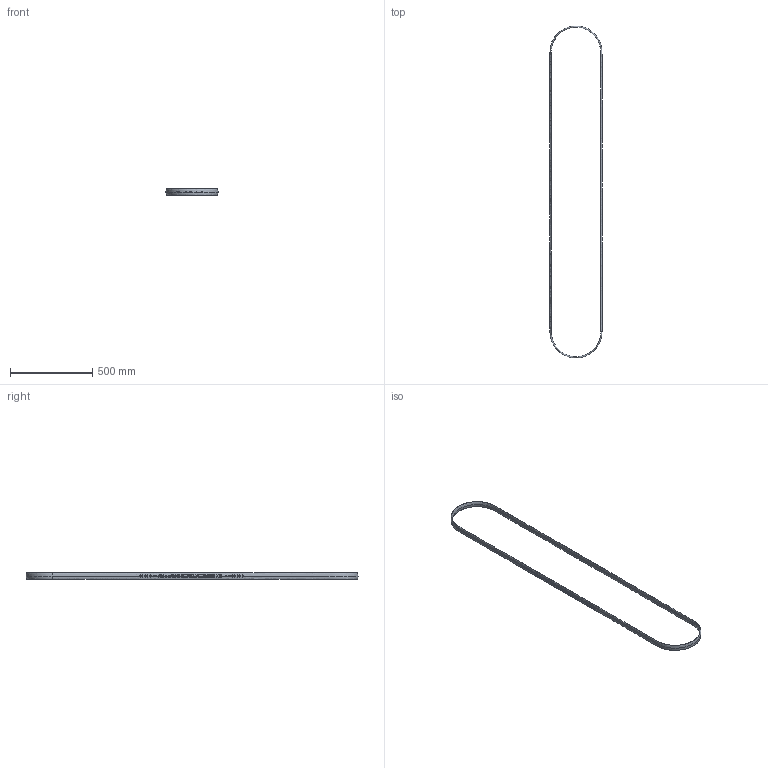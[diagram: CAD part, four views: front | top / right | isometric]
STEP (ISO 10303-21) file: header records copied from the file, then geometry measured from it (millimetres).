
FILE_DESCRIPTION(/* description */ (''),/* implementation_level */ '2;1');
FILE_NAME(/* name */ 'Supra_Plus_2000',/* time_stamp */ '2015-09-11T12:53:09+03:00',/* author */ (''),/* organization */ (''),/* preprocessor_version */ 'ST-DEVELOPER v10',/* originating_system */ '',/* authorisation */ '');
FILE_SCHEMA (('AUTOMOTIVE_DESIGN_CC2'));
Length unit declared in the file: millimetre
Products named in the file (1): 1
Bounding box: 316 x 2015.9 x 37 mm (x, y, z)
Volume: 1023057.6 mm3; surface area: 341826.9 mm2
Topology: 1 solids, 1 shells, 264 faces, 1023 edges, 823 vertices
Faces by surface type: bspline 264
Entity records: 21266 total; most frequent: CARTESIAN_POINT 15649, ORIENTED_EDGE 2046, EDGE_CURVE 1023, VERTEX_POINT 823, B_SPLINE_CURVE_WITH_KNOTS 771, EDGE_LOOP 328, ADVANCED_FACE 264, FACE_OUTER_BOUND 264
